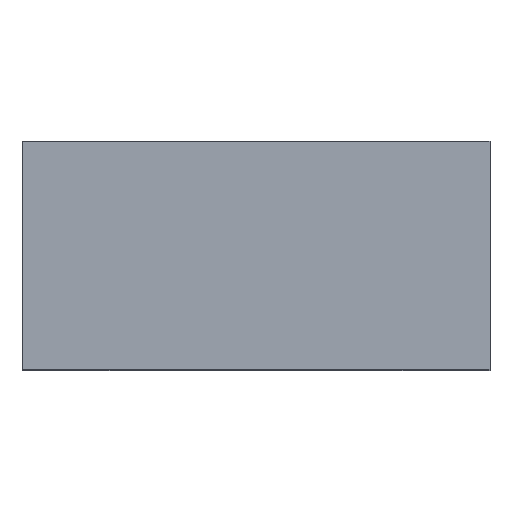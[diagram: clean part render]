
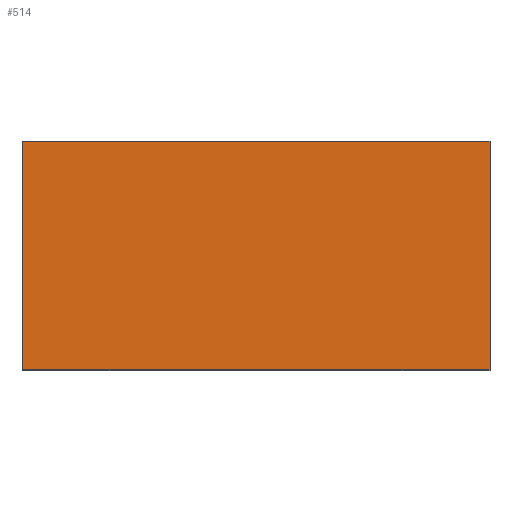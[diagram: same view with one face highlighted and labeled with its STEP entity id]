
A CAD part, top view. The second image highlights one B-rep face of the part: STEP entity #514.
In plain terms, the highlighted planar face has unit normal (0, 0, 1).
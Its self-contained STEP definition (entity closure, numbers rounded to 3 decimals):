
#62=FACE_OUTER_BOUND('',#90,.T.);
#90=EDGE_LOOP('',(#437,#438,#439,#440));
#126=LINE('',#806,#182);
#140=LINE('',#842,#196);
#144=LINE('',#854,#200);
#145=LINE('',#855,#201);
#182=VECTOR('',#657,10.);
#196=VECTOR('',#691,10.);
#200=VECTOR('',#701,10.);
#201=VECTOR('',#702,10.);
#233=VERTEX_POINT('',#802);
#235=VERTEX_POINT('',#805);
#247=VERTEX_POINT('',#841);
#252=VERTEX_POINT('',#853);
#294=EDGE_CURVE('',#235,#233,#126,.T.);
#312=EDGE_CURVE('',#235,#247,#140,.T.);
#318=EDGE_CURVE('',#252,#233,#144,.T.);
#319=EDGE_CURVE('',#252,#247,#145,.F.);
#437=ORIENTED_EDGE('',*,*,#318,.F.);
#438=ORIENTED_EDGE('',*,*,#319,.T.);
#439=ORIENTED_EDGE('',*,*,#312,.F.);
#440=ORIENTED_EDGE('',*,*,#294,.T.);
#488=PLANE('',#571);
#514=ADVANCED_FACE('',(#62),#488,.T.);
#571=AXIS2_PLACEMENT_3D('',#852,#699,#700);
#657=DIRECTION('',(0.,-1.,0.));
#691=DIRECTION('',(1.,0.,0.));
#699=DIRECTION('center_axis',(0.,0.,1.));
#700=DIRECTION('ref_axis',(1.,0.,0.));
#701=DIRECTION('',(-1.,0.,0.));
#702=DIRECTION('',(0.,-1.,0.));
#802=CARTESIAN_POINT('',(2.8,6.3,125.));
#805=CARTESIAN_POINT('',(2.8,17.25,125.));
#806=CARTESIAN_POINT('',(2.8,12.938,125.));
#841=CARTESIAN_POINT('',(25.25,17.25,125.));
#842=CARTESIAN_POINT('',(7.525,17.25,125.));
#852=CARTESIAN_POINT('Origin',(8.625,8.625,125.));
#853=CARTESIAN_POINT('',(25.25,6.3,125.));
#854=CARTESIAN_POINT('',(8.075,6.3,125.));
#855=CARTESIAN_POINT('',(25.25,4.312,125.));
